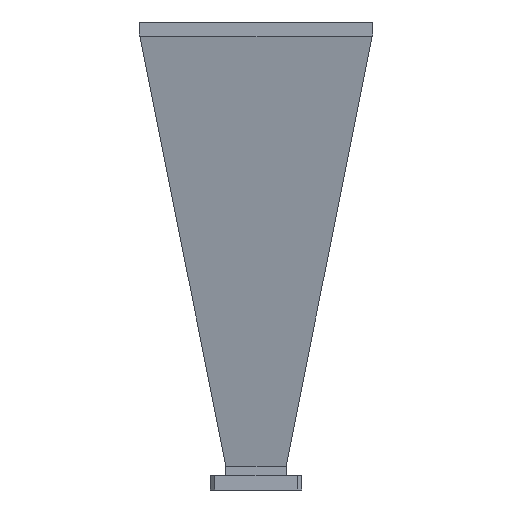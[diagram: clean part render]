
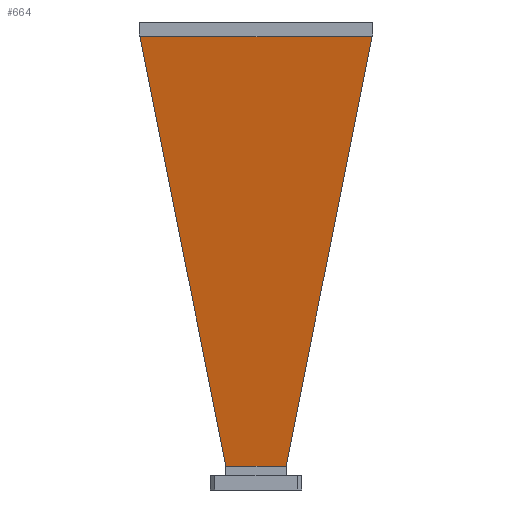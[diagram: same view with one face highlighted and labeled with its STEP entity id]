
A CAD part, left-side view. The second image highlights one B-rep face of the part: STEP entity #664.
In plain terms, the highlighted planar face has unit normal (-0.987, 0, -0.159).
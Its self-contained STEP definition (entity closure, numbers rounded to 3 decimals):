
#51 = PLANE ( 'NONE',  #530 ) ;
#66 = ORIENTED_EDGE ( 'NONE', *, *, #1158, .T. ) ;
#230 = CARTESIAN_POINT ( 'NONE',  ( -7.763, 12.537, 49.76 ) ) ;
#271 = VECTOR ( 'NONE', #696, 1000. ) ;
#277 = FACE_OUTER_BOUND ( 'NONE', #647, .T. ) ;
#333 = CARTESIAN_POINT ( 'NONE',  ( -36.595, 48.393, 228.583 ) ) ;
#372 = DIRECTION ( 'NONE',  ( -0.159, 0., 0.987 ) ) ;
#437 = DIRECTION ( 'NONE',  ( -0.156, -0.194, 0.968 ) ) ;
#501 = CARTESIAN_POINT ( 'NONE',  ( -22.621, 0., 141.915 ) ) ;
#519 = LINE ( 'NONE', #888, #1099 ) ;
#520 = VERTEX_POINT ( 'NONE', #230 ) ;
#530 = AXIS2_PLACEMENT_3D ( 'NONE', #501, #962, #372 ) ;
#558 = VECTOR ( 'NONE', #437, 1000. ) ;
#647 = EDGE_LOOP ( 'NONE', ( #1111, #66, #1130, #891 ) ) ;
#664 = ADVANCED_FACE ( 'NONE', ( #277 ), #51, .T. ) ;
#680 = LINE ( 'NONE', #333, #271 ) ;
#691 = LINE ( 'NONE', #1471, #558 ) ;
#696 = DIRECTION ( 'NONE',  ( 0.156, -0.194, -0.968 ) ) ;
#740 = CARTESIAN_POINT ( 'NONE',  ( -7.763, -12.537, 49.76 ) ) ;
#848 = CARTESIAN_POINT ( 'NONE',  ( -36.595, -48.393, 228.583 ) ) ;
#856 = VERTEX_POINT ( 'NONE', #904 ) ;
#883 = VERTEX_POINT ( 'NONE', #740 ) ;
#888 = CARTESIAN_POINT ( 'NONE',  ( -36.595, 0., 228.583 ) ) ;
#891 = ORIENTED_EDGE ( 'NONE', *, *, #1184, .T. ) ;
#904 = CARTESIAN_POINT ( 'NONE',  ( -36.595, 48.393, 228.583 ) ) ;
#939 = CARTESIAN_POINT ( 'NONE',  ( -7.763, 0., 49.76 ) ) ;
#962 = DIRECTION ( 'NONE',  ( -0.987, 0., -0.159 ) ) ;
#1029 = EDGE_CURVE ( 'NONE', #1290, #856, #519, .T. ) ;
#1060 = DIRECTION ( 'NONE',  ( 0., -1., 0. ) ) ;
#1099 = VECTOR ( 'NONE', #1132, 1000. ) ;
#1111 = ORIENTED_EDGE ( 'NONE', *, *, #1378, .T. ) ;
#1130 = ORIENTED_EDGE ( 'NONE', *, *, #1029, .T. ) ;
#1132 = DIRECTION ( 'NONE',  ( 0., 1., 0. ) ) ;
#1158 = EDGE_CURVE ( 'NONE', #883, #1290, #691, .T. ) ;
#1184 = EDGE_CURVE ( 'NONE', #856, #520, #680, .T. ) ;
#1290 = VERTEX_POINT ( 'NONE', #848 ) ;
#1378 = EDGE_CURVE ( 'NONE', #520, #883, #1423, .T. ) ;
#1423 = LINE ( 'NONE', #939, #1452 ) ;
#1452 = VECTOR ( 'NONE', #1060, 1000. ) ;
#1471 = CARTESIAN_POINT ( 'NONE',  ( -7.763, -12.537, 49.76 ) ) ;
